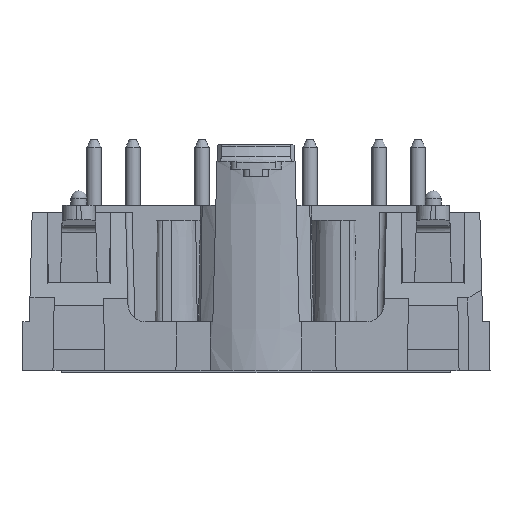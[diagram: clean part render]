
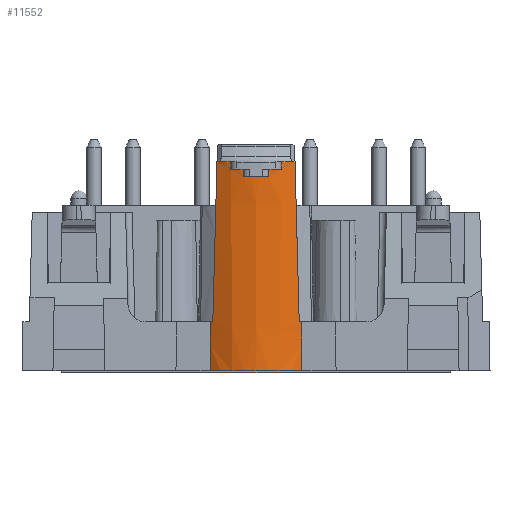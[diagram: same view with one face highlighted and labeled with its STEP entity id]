
A CAD part, left-side view. The second image highlights one B-rep face of the part: STEP entity #11552.
In plain terms, the highlighted conical face has half-angle 0.516 degrees and reference radius 5.5 mm.
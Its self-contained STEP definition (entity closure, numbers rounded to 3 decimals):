
#42=ELLIPSE('',#15789,283.039,6.957);
#43=ELLIPSE('',#15805,283.039,6.957);
#84=ELLIPSE('',#16001,248.172,3.71);
#85=ELLIPSE('',#16004,248.172,3.71);
#230=CONICAL_SURFACE('',#16002,5.5,0.009);
#331=CIRCLE('',#15791,5.6);
#332=CIRCLE('',#15794,5.595);
#333=CIRCLE('',#15797,5.591);
#334=CIRCLE('',#15800,5.595);
#335=CIRCLE('',#15803,5.6);
#391=CIRCLE('',#15984,5.5);
#393=CIRCLE('',#15987,5.5);
#397=CIRCLE('',#16003,5.469);
#791=B_SPLINE_CURVE_WITH_KNOTS('',3,(#22699,#22700,#22701,#22702),
 .UNSPECIFIED.,.F.,.F.,(4,4),(0.002,0.002),
 .UNSPECIFIED.);
#792=B_SPLINE_CURVE_WITH_KNOTS('',3,(#22710,#22711,#22712,#22713),
 .UNSPECIFIED.,.F.,.F.,(4,4),(0.002,0.003),
 .UNSPECIFIED.);
#793=B_SPLINE_CURVE_WITH_KNOTS('',3,(#22721,#22722,#22723,#22724),
 .UNSPECIFIED.,.F.,.F.,(4,4),(0.002,0.002),
 .UNSPECIFIED.);
#794=B_SPLINE_CURVE_WITH_KNOTS('',3,(#22732,#22733,#22734,#22735),
 .UNSPECIFIED.,.F.,.F.,(4,4),(0.002,0.002),
 .UNSPECIFIED.);
#2526=ORIENTED_EDGE('',*,*,#5120,.F.);
#2527=ORIENTED_EDGE('',*,*,#5121,.F.);
#2528=ORIENTED_EDGE('',*,*,#5096,.T.);
#2529=ORIENTED_EDGE('',*,*,#4902,.F.);
#2530=ORIENTED_EDGE('',*,*,#4900,.T.);
#2531=ORIENTED_EDGE('',*,*,#4898,.T.);
#2532=ORIENTED_EDGE('',*,*,#4896,.T.);
#2533=ORIENTED_EDGE('',*,*,#4894,.T.);
#2534=ORIENTED_EDGE('',*,*,#4892,.T.);
#2535=ORIENTED_EDGE('',*,*,#4890,.T.);
#2536=ORIENTED_EDGE('',*,*,#4888,.T.);
#2537=ORIENTED_EDGE('',*,*,#4886,.T.);
#2538=ORIENTED_EDGE('',*,*,#4884,.T.);
#2539=ORIENTED_EDGE('',*,*,#4882,.F.);
#2540=ORIENTED_EDGE('',*,*,#5094,.T.);
#2541=ORIENTED_EDGE('',*,*,#5118,.T.);
#4882=EDGE_CURVE('',#6355,#6356,#42,.F.);
#4884=EDGE_CURVE('',#6357,#6356,#331,.T.);
#4886=EDGE_CURVE('',#6358,#6357,#791,.T.);
#4888=EDGE_CURVE('',#6359,#6358,#332,.T.);
#4890=EDGE_CURVE('',#6360,#6359,#792,.T.);
#4892=EDGE_CURVE('',#6361,#6360,#333,.T.);
#4894=EDGE_CURVE('',#6362,#6361,#793,.T.);
#4896=EDGE_CURVE('',#6363,#6362,#334,.T.);
#4898=EDGE_CURVE('',#6364,#6363,#794,.T.);
#4900=EDGE_CURVE('',#6365,#6364,#335,.T.);
#4902=EDGE_CURVE('',#6365,#6366,#43,.F.);
#5094=EDGE_CURVE('',#6355,#6489,#391,.T.);
#5096=EDGE_CURVE('',#6490,#6366,#393,.T.);
#5118=EDGE_CURVE('',#6489,#6509,#84,.F.);
#5120=EDGE_CURVE('',#6510,#6509,#397,.F.);
#5121=EDGE_CURVE('',#6490,#6510,#85,.T.);
#6355=VERTEX_POINT('',#22690);
#6356=VERTEX_POINT('',#22692);
#6357=VERTEX_POINT('',#22696);
#6358=VERTEX_POINT('',#22703);
#6359=VERTEX_POINT('',#22707);
#6360=VERTEX_POINT('',#22714);
#6361=VERTEX_POINT('',#22718);
#6362=VERTEX_POINT('',#22725);
#6363=VERTEX_POINT('',#22729);
#6364=VERTEX_POINT('',#22736);
#6365=VERTEX_POINT('',#22740);
#6366=VERTEX_POINT('',#22744);
#6489=VERTEX_POINT('',#23143);
#6490=VERTEX_POINT('',#23147);
#6509=VERTEX_POINT('',#23196);
#6510=VERTEX_POINT('',#23201);
#9543=EDGE_LOOP('',(#2526,#2527,#2528,#2529,#2530,#2531,#2532,#2533,#2534,
#2535,#2536,#2537,#2538,#2539,#2540,#2541));
#10357=FACE_BOUND('',#9543,.T.);
#11552=ADVANCED_FACE('',(#10357),#230,.T.);
#15789=AXIS2_PLACEMENT_3D('',#22691,#17447,#17448);
#15791=AXIS2_PLACEMENT_3D('',#22695,#17452,#17453);
#15794=AXIS2_PLACEMENT_3D('',#22706,#17460,#17461);
#15797=AXIS2_PLACEMENT_3D('',#22717,#17468,#17469);
#15800=AXIS2_PLACEMENT_3D('',#22728,#17476,#17477);
#15803=AXIS2_PLACEMENT_3D('',#22739,#17484,#17485);
#15805=AXIS2_PLACEMENT_3D('',#22743,#17489,#17490);
#15984=AXIS2_PLACEMENT_3D('',#23144,#17945,#17946);
#15987=AXIS2_PLACEMENT_3D('',#23148,#17951,#17952);
#16001=AXIS2_PLACEMENT_3D('',#23197,#17995,#17996);
#16002=AXIS2_PLACEMENT_3D('',#23199,#17998,#17999);
#16003=AXIS2_PLACEMENT_3D('',#23200,#18000,#18001);
#16004=AXIS2_PLACEMENT_3D('',#23202,#18002,#18003);
#17447=DIRECTION('',(0.,-1.,-0.026));
#17448=DIRECTION('',(0.,-0.026,1.));
#17452=DIRECTION('',(0.,0.,-1.));
#17453=DIRECTION('',(-1.,0.,0.));
#17460=DIRECTION('',(0.,0.,-1.));
#17461=DIRECTION('',(-1.,0.,0.));
#17468=DIRECTION('',(0.,0.,-1.));
#17469=DIRECTION('',(-1.,0.,0.));
#17476=DIRECTION('',(0.,0.,-1.));
#17477=DIRECTION('',(-1.,0.,0.));
#17484=DIRECTION('',(0.,0.,-1.));
#17485=DIRECTION('',(-1.,0.,0.));
#17489=DIRECTION('',(0.,1.,-0.026));
#17490=DIRECTION('',(0.,0.026,1.));
#17945=DIRECTION('',(0.,0.,-1.));
#17946=DIRECTION('',(-1.,0.,0.));
#17951=DIRECTION('',(0.,0.,-1.));
#17952=DIRECTION('',(-1.,0.,0.));
#17995=DIRECTION('',(1.,0.,0.017));
#17996=DIRECTION('',(-0.017,0.,1.));
#17998=DIRECTION('',(0.,0.,1.));
#17999=DIRECTION('',(-1.,0.,0.));
#18000=DIRECTION('',(0.,0.,1.));
#18001=DIRECTION('',(1.,0.,0.));
#18002=DIRECTION('',(1.,0.,0.017));
#18003=DIRECTION('',(-0.017,0.,1.));
#22690=CARTESIAN_POINT('',(-32.11,3.,3.4));
#22691=CARTESIAN_POINT('',(-27.5,-2.549,215.309));
#22692=CARTESIAN_POINT('',(-32.401,2.709,14.5));
#22695=CARTESIAN_POINT('',(-27.5,0.,14.5));
#22696=CARTESIAN_POINT('',(-32.82,1.75,14.5));
#22699=CARTESIAN_POINT('',(-32.815,1.75,14.));
#22700=CARTESIAN_POINT('',(-32.816,1.75,14.167));
#22701=CARTESIAN_POINT('',(-32.818,1.75,14.333));
#22702=CARTESIAN_POINT('',(-32.82,1.75,14.5));
#22703=CARTESIAN_POINT('',(-32.815,1.75,14.));
#22706=CARTESIAN_POINT('',(-27.5,0.,14.));
#22707=CARTESIAN_POINT('',(-33.023,0.9,14.));
#22710=CARTESIAN_POINT('',(-33.018,0.9,13.5));
#22711=CARTESIAN_POINT('',(-33.02,0.9,13.667));
#22712=CARTESIAN_POINT('',(-33.021,0.9,13.833));
#22713=CARTESIAN_POINT('',(-33.023,0.9,14.));
#22714=CARTESIAN_POINT('',(-33.018,0.9,13.5));
#22717=CARTESIAN_POINT('',(-27.5,0.,13.5));
#22718=CARTESIAN_POINT('',(-33.018,-0.9,13.5));
#22721=CARTESIAN_POINT('',(-33.023,-0.9,14.));
#22722=CARTESIAN_POINT('',(-33.021,-0.9,13.833));
#22723=CARTESIAN_POINT('',(-33.02,-0.9,13.667));
#22724=CARTESIAN_POINT('',(-33.018,-0.9,13.5));
#22725=CARTESIAN_POINT('',(-33.023,-0.9,14.));
#22728=CARTESIAN_POINT('',(-27.5,0.,14.));
#22729=CARTESIAN_POINT('',(-32.815,-1.75,14.));
#22732=CARTESIAN_POINT('',(-32.82,-1.75,14.5));
#22733=CARTESIAN_POINT('',(-32.818,-1.75,14.333));
#22734=CARTESIAN_POINT('',(-32.816,-1.75,14.167));
#22735=CARTESIAN_POINT('',(-32.815,-1.75,14.));
#22736=CARTESIAN_POINT('',(-32.82,-1.75,14.5));
#22739=CARTESIAN_POINT('',(-27.5,0.,14.5));
#22740=CARTESIAN_POINT('',(-32.401,-2.709,14.5));
#22743=CARTESIAN_POINT('',(-27.5,2.549,215.309));
#22744=CARTESIAN_POINT('',(-32.11,-3.,3.4));
#23143=CARTESIAN_POINT('',(-32.,3.162,3.4));
#23144=CARTESIAN_POINT('',(-27.5,0.,3.4));
#23147=CARTESIAN_POINT('',(-32.,-3.162,3.4));
#23148=CARTESIAN_POINT('',(-27.5,0.,3.4));
#23196=CARTESIAN_POINT('',(-31.941,3.193,0.));
#23197=CARTESIAN_POINT('',(-29.735,0.,-126.336));
#23199=CARTESIAN_POINT('',(-27.5,0.,3.4));
#23200=CARTESIAN_POINT('',(-27.5,0.,0.));
#23201=CARTESIAN_POINT('',(-31.941,-3.193,0.));
#23202=CARTESIAN_POINT('',(-29.735,0.,-126.336));
